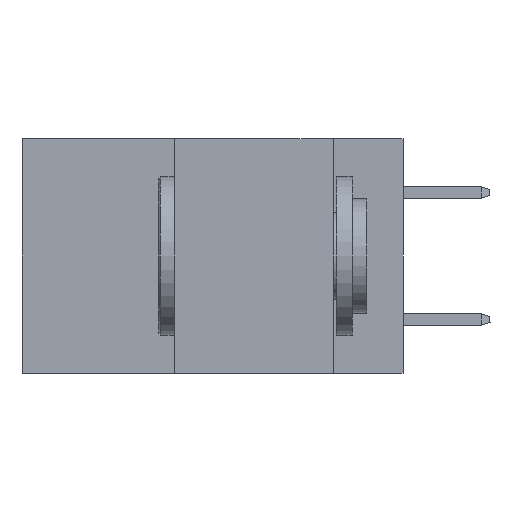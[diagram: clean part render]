
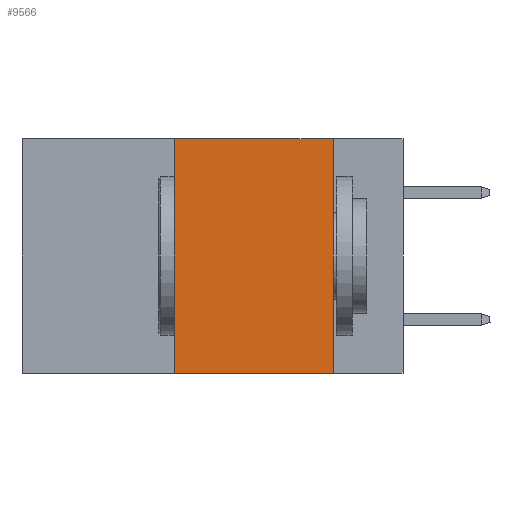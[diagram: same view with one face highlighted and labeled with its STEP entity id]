
A CAD part, left-side view. The second image highlights one B-rep face of the part: STEP entity #9566.
In plain terms, the highlighted planar face has unit normal (-1, 0, 0).
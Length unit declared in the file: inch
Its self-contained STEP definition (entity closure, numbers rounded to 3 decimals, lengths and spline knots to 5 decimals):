
#1798 = CARTESIAN_POINT ( 'NONE',  ( 0., 0.36, 0. ) ) ;
#1911 = EDGE_LOOP ( 'NONE', ( #20198, #19891, #14506, #10973 ) ) ;
#2801 = LINE ( 'NONE', #27478, #11595 ) ;
#6395 = PLANE ( 'NONE',  #22736 ) ;
#7798 = DIRECTION ( 'NONE',  ( 0., -1., 0. ) ) ;
#8807 = DIRECTION ( 'NONE',  ( 1., 0., 0. ) ) ;
#9466 = CARTESIAN_POINT ( 'NONE',  ( 0., 0.6, 0. ) ) ;
#9566 = ADVANCED_FACE ( 'NONE', ( #11256 ), #6395, .F. ) ;
#10047 = VERTEX_POINT ( 'NONE', #1798 ) ;
#10213 = CARTESIAN_POINT ( 'NONE',  ( 0., 0.11, 0. ) ) ;
#10973 = ORIENTED_EDGE ( 'NONE', *, *, #11136, .T. ) ;
#11042 = VECTOR ( 'NONE', #19417, 39.37008 ) ;
#11136 = EDGE_CURVE ( 'NONE', #18555, #20837, #2801, .T. ) ;
#11256 = FACE_OUTER_BOUND ( 'NONE', #1911, .T. ) ;
#11595 = VECTOR ( 'NONE', #7798, 39.37008 ) ;
#11922 = VECTOR ( 'NONE', #17473, 39.37008 ) ;
#12238 = VECTOR ( 'NONE', #29331, 39.37008 ) ;
#12800 = LINE ( 'NONE', #10213, #11922 ) ;
#14506 = ORIENTED_EDGE ( 'NONE', *, *, #16852, .F. ) ;
#16197 = VERTEX_POINT ( 'NONE', #22732 ) ;
#16831 = CARTESIAN_POINT ( 'NONE',  ( 0., 0.36, 0. ) ) ;
#16852 = EDGE_CURVE ( 'NONE', #18555, #10047, #29101, .T. ) ;
#17473 = DIRECTION ( 'NONE',  ( 0., 0., -1. ) ) ;
#18555 = VERTEX_POINT ( 'NONE', #22576 ) ;
#19417 = DIRECTION ( 'NONE',  ( 0., 0., 1. ) ) ;
#19891 = ORIENTED_EDGE ( 'NONE', *, *, #25032, .F. ) ;
#20198 = ORIENTED_EDGE ( 'NONE', *, *, #30831, .F. ) ;
#20837 = VERTEX_POINT ( 'NONE', #27672 ) ;
#21249 = DIRECTION ( 'NONE',  ( 0., 0., -1. ) ) ;
#22576 = CARTESIAN_POINT ( 'NONE',  ( 0., 0.36, -0.37 ) ) ;
#22732 = CARTESIAN_POINT ( 'NONE',  ( 0., 0.11, 0. ) ) ;
#22736 = AXIS2_PLACEMENT_3D ( 'NONE', #30938, #8807, #21249 ) ;
#24650 = LINE ( 'NONE', #9466, #12238 ) ;
#25032 = EDGE_CURVE ( 'NONE', #10047, #16197, #24650, .T. ) ;
#27478 = CARTESIAN_POINT ( 'NONE',  ( 0., 0.6, -0.37 ) ) ;
#27672 = CARTESIAN_POINT ( 'NONE',  ( 0., 0.11, -0.37 ) ) ;
#29101 = LINE ( 'NONE', #16831, #11042 ) ;
#29331 = DIRECTION ( 'NONE',  ( 0., -1., 0. ) ) ;
#30831 = EDGE_CURVE ( 'NONE', #16197, #20837, #12800, .T. ) ;
#30938 = CARTESIAN_POINT ( 'NONE',  ( 0., 0.6, 0. ) ) ;
